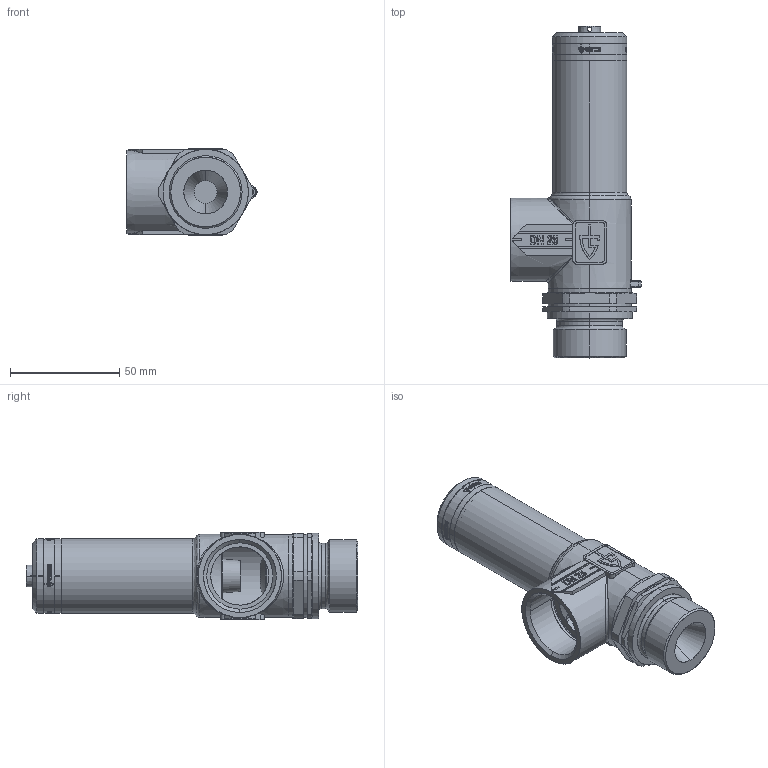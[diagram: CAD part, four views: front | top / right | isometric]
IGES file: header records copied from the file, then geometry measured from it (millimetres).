
Start section: SolidWorks IGES file using analytic representation for surfaces
Global section: file name: 2480TGFO15_MF_2525_PTFE.IGS; native system: SolidWorks 2016; preprocessor: SolidWorks 2016; author: Hildenbrand; date: 170522.090349; units: millimetre
Bounding box: 59.5 x 151.8 x 40 mm (x, y, z)
Surface area: 44578.8 mm2 (no closed solid volume)
Topology: 0 solids, 0 shells, 596 faces, 9998 edges, 9986 vertices
Faces by surface type: bspline 338, revolution 258
